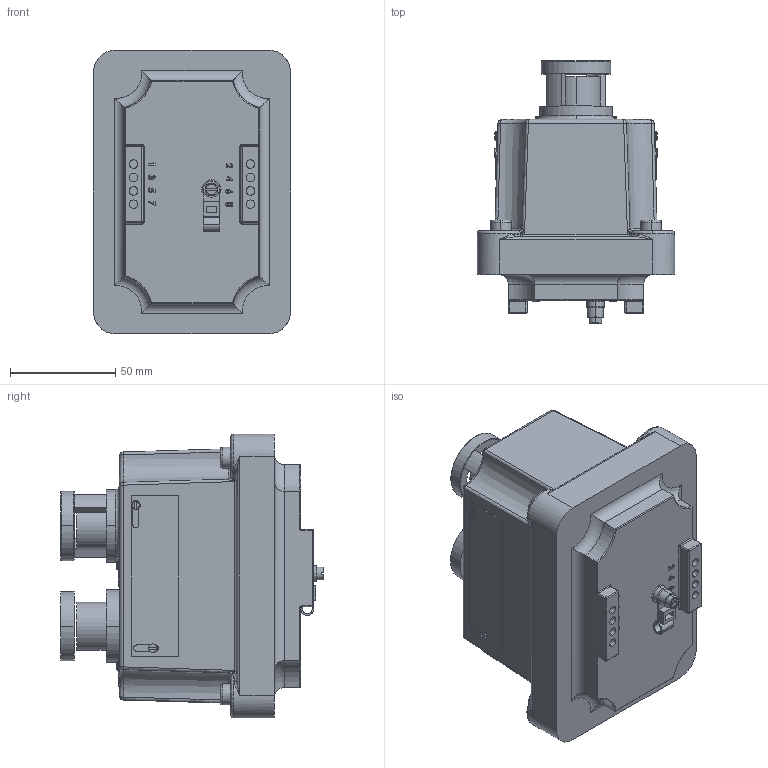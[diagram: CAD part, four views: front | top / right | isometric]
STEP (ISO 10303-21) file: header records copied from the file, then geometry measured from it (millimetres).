
FILE_DESCRIPTION (( 'STEP AP214' ), '1' );
FILE_NAME ('FXCS-0B30ALD.step', '2016-03-09T20:30:30', ( '' ), ( '' ), 'SwSTEP 2.0', 'SolidWorks 2015', '' );
FILE_SCHEMA (( 'AUTOMOTIVE_DESIGN' ));
Length unit declared in the file: inch
Products named in the file (1): FXCS-0B30ALD
Bounding box: 93.73 x 124.84 x 134.87 mm (x, y, z)
Volume: 815125.8 mm3; surface area: 67094.8 mm2
Topology: 3 solids, 3 shells, 724 faces, 1834 edges, 1099 vertices
Faces by surface type: plane 304, cylinder 163, bspline 139, torus 80, sphere 32, cone 6
Entity records: 31448 total; most frequent: CARTESIAN_POINT 9795, ORIENTED_EDGE 3572, DIRECTION 3162, EDGE_CURVE 1786, AXIS2_PLACEMENT_3D 1174, VERTEX_POINT 1099, LINE 814, VECTOR 814
